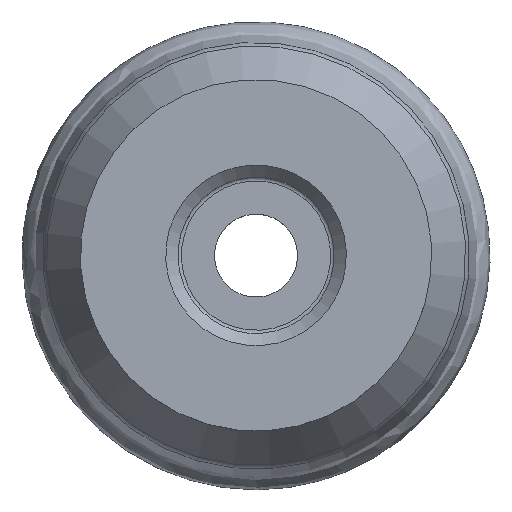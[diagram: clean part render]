
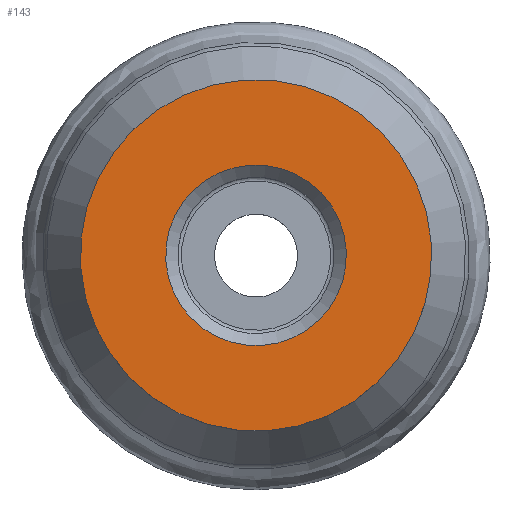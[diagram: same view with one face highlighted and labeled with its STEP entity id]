
A CAD part, top view. The second image highlights one B-rep face of the part: STEP entity #143.
In plain terms, the highlighted planar face has unit normal (0, 0, 1).
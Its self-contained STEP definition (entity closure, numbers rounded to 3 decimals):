
#106=PLANE('',#568);
#143=ADVANCED_FACE('CU_BCK',(#199,#200),#106,.T.);
#199=FACE_BOUND('',#250,.T.);
#200=FACE_BOUND('',#251,.T.);
#250=EDGE_LOOP('',(#300));
#251=EDGE_LOOP('',(#301));
#300=ORIENTED_EDGE('',*,*,#335,.F.);
#301=ORIENTED_EDGE('',*,*,#343,.F.);
#309=VERTEX_POINT('',#747);
#317=VERTEX_POINT('',#773);
#335=EDGE_CURVE('',#309,#309,#360,.T.);
#343=EDGE_CURVE('',#317,#317,#368,.T.);
#360=CIRCLE('',#527,28.6);
#368=CIRCLE('',#545,14.705);
#527=AXIS2_PLACEMENT_3D('',#746,#613,#614);
#545=AXIS2_PLACEMENT_3D('',#772,#649,#650);
#568=AXIS2_PLACEMENT_3D('',#807,#695,#696);
#613=DIRECTION('',(0.,0.,-1.));
#614=DIRECTION('',(-0.242,0.97,0.));
#649=DIRECTION('',(0.,0.,1.));
#650=DIRECTION('',(-0.242,0.97,0.));
#695=DIRECTION('',(0.,0.,1.));
#696=DIRECTION('',(-0.242,0.97,0.));
#746=CARTESIAN_POINT('',(0.,0.,0.));
#747=CARTESIAN_POINT('',(-6.919,27.75,0.));
#772=CARTESIAN_POINT('',(0.,0.,0.));
#773=CARTESIAN_POINT('',(-3.558,14.268,0.));
#807=CARTESIAN_POINT('',(-28.6,0.,0.));
